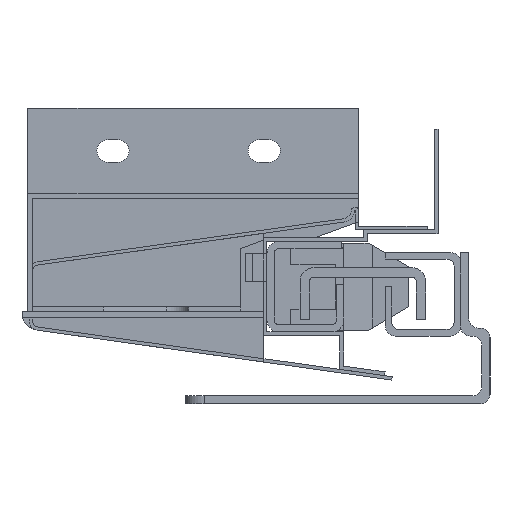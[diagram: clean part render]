
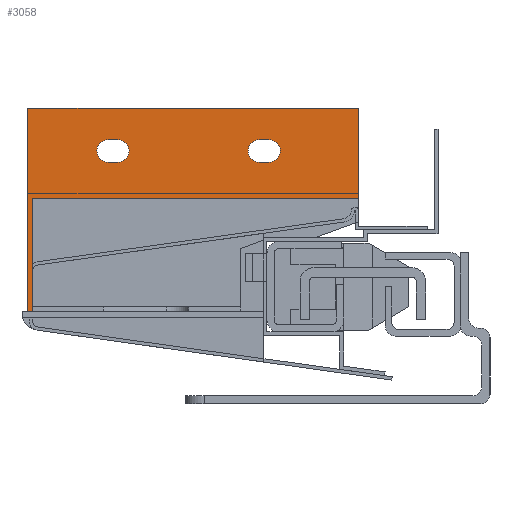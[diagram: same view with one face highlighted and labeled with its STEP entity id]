
A CAD part, left-side view. The second image highlights one B-rep face of the part: STEP entity #3058.
In plain terms, the highlighted face is planar.
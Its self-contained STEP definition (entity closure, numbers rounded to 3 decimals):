
#225 = LINE ( 'NONE', #5866, #5410 ) ;
#319 = VECTOR ( 'NONE', #6136, 1000. ) ;
#333 = ORIENTED_EDGE ( 'NONE', *, *, #3081, .T. ) ;
#355 = CARTESIAN_POINT ( 'NONE',  ( 0., 0., 0. ) ) ;
#360 = EDGE_CURVE ( 'NONE', #5732, #2786, #7289, .T. ) ;
#608 = LINE ( 'NONE', #3632, #4134 ) ;
#643 = LINE ( 'NONE', #3049, #8825 ) ;
#698 = CIRCLE ( 'NONE', #8857, 2.4 ) ;
#700 = CARTESIAN_POINT ( 'NONE',  ( 6.6, -17., 0. ) ) ;
#724 = CARTESIAN_POINT ( 'NONE',  ( 0., 0., 0. ) ) ;
#878 = AXIS2_PLACEMENT_3D ( 'NONE', #724, #4488, #6062 ) ;
#945 = VERTEX_POINT ( 'NONE', #7545 ) ;
#1142 = CARTESIAN_POINT ( 'NONE',  ( 19., -1., 0. ) ) ;
#1222 = DIRECTION ( 'NONE',  ( 0., -1., 0. ) ) ;
#1255 = VECTOR ( 'NONE', #5886, 1000. ) ;
#1307 = EDGE_CURVE ( 'NONE', #9862, #7281, #225, .T. ) ;
#1325 = CARTESIAN_POINT ( 'NONE',  ( 11.4, -51., 0. ) ) ;
#1387 = DIRECTION ( 'NONE',  ( 0., 0., 1. ) ) ;
#1643 = DIRECTION ( 'NONE',  ( 1., 0., 0. ) ) ;
#1647 = ORIENTED_EDGE ( 'NONE', *, *, #2670, .T. ) ;
#1650 = ORIENTED_EDGE ( 'NONE', *, *, #5165, .T. ) ;
#1743 = CARTESIAN_POINT ( 'NONE',  ( 0., 0., 0. ) ) ;
#1978 = VERTEX_POINT ( 'NONE', #9050 ) ;
#1990 = CARTESIAN_POINT ( 'NONE',  ( 9., -19., 0. ) ) ;
#2098 = FACE_BOUND ( 'NONE', #4579, .T. ) ;
#2151 = CARTESIAN_POINT ( 'NONE',  ( 0., -70., 0. ) ) ;
#2153 = VECTOR ( 'NONE', #8429, 1000. ) ;
#2164 = AXIS2_PLACEMENT_3D ( 'NONE', #4138, #10177, #1643 ) ;
#2211 = EDGE_CURVE ( 'NONE', #9901, #9862, #643, .T. ) ;
#2223 = VERTEX_POINT ( 'NONE', #700 ) ;
#2294 = EDGE_CURVE ( 'NONE', #3290, #5732, #2471, .T. ) ;
#2439 = ORIENTED_EDGE ( 'NONE', *, *, #7678, .F. ) ;
#2471 = LINE ( 'NONE', #1743, #3843 ) ;
#2530 = DIRECTION ( 'NONE',  ( 0., -1., 0. ) ) ;
#2549 = ORIENTED_EDGE ( 'NONE', *, *, #9294, .T. ) ;
#2616 = CARTESIAN_POINT ( 'NONE',  ( 0., -70., 0. ) ) ;
#2670 = EDGE_CURVE ( 'NONE', #2223, #1978, #6124, .T. ) ;
#2786 = VERTEX_POINT ( 'NONE', #6328 ) ;
#2935 = VERTEX_POINT ( 'NONE', #9819 ) ;
#2952 = CARTESIAN_POINT ( 'NONE',  ( 6.6, -49., 0. ) ) ;
#3011 = LINE ( 'NONE', #6925, #319 ) ;
#3049 = CARTESIAN_POINT ( 'NONE',  ( 42., -1., 0. ) ) ;
#3058 = ADVANCED_FACE ( 'NONE', ( #6251, #2098, #3668 ), #3569, .F. ) ;
#3081 = EDGE_CURVE ( 'NONE', #1978, #7100, #698, .T. ) ;
#3290 = VERTEX_POINT ( 'NONE', #355 ) ;
#3365 = LINE ( 'NONE', #6548, #6156 ) ;
#3411 = DIRECTION ( 'NONE',  ( 0., 1., 0. ) ) ;
#3569 = PLANE ( 'NONE',  #878 ) ;
#3632 = CARTESIAN_POINT ( 'NONE',  ( 19., -1., 0. ) ) ;
#3668 = FACE_OUTER_BOUND ( 'NONE', #5590, .T. ) ;
#3694 = CARTESIAN_POINT ( 'NONE',  ( 0., 0., 0. ) ) ;
#3843 = VECTOR ( 'NONE', #2530, 1000. ) ;
#4086 = VERTEX_POINT ( 'NONE', #9665 ) ;
#4109 = ORIENTED_EDGE ( 'NONE', *, *, #2294, .F. ) ;
#4134 = VECTOR ( 'NONE', #8621, 1000. ) ;
#4138 = CARTESIAN_POINT ( 'NONE',  ( 9., -49., 0. ) ) ;
#4385 = DIRECTION ( 'NONE',  ( 0., 0., 1. ) ) ;
#4488 = DIRECTION ( 'NONE',  ( 0., 0., 1. ) ) ;
#4500 = DIRECTION ( 'NONE',  ( 0., 0., 1. ) ) ;
#4507 = LINE ( 'NONE', #2952, #5208 ) ;
#4579 = EDGE_LOOP ( 'NONE', ( #8073, #4949, #1650, #2549 ) ) ;
#4595 = ORIENTED_EDGE ( 'NONE', *, *, #360, .F. ) ;
#4609 = LINE ( 'NONE', #3694, #2153 ) ;
#4821 = ORIENTED_EDGE ( 'NONE', *, *, #8986, .F. ) ;
#4949 = ORIENTED_EDGE ( 'NONE', *, *, #10159, .T. ) ;
#5165 = EDGE_CURVE ( 'NONE', #2935, #6515, #4507, .T. ) ;
#5208 = VECTOR ( 'NONE', #8464, 1000. ) ;
#5410 = VECTOR ( 'NONE', #3411, 1000. ) ;
#5590 = EDGE_LOOP ( 'NONE', ( #8042, #6449, #2439, #4595, #4109, #4821 ) ) ;
#5732 = VERTEX_POINT ( 'NONE', #2151 ) ;
#5866 = CARTESIAN_POINT ( 'NONE',  ( 43., 0., 0. ) ) ;
#5886 = DIRECTION ( 'NONE',  ( 1., 0., 0. ) ) ;
#6044 = CARTESIAN_POINT ( 'NONE',  ( 11.4, -19., 0. ) ) ;
#6062 = DIRECTION ( 'NONE',  ( 1., 0., 0. ) ) ;
#6124 = LINE ( 'NONE', #9992, #9993 ) ;
#6136 = DIRECTION ( 'NONE',  ( 0., 1., 0. ) ) ;
#6156 = VECTOR ( 'NONE', #8993, 1000. ) ;
#6178 = DIRECTION ( 'NONE',  ( 1., 0., 0. ) ) ;
#6242 = CARTESIAN_POINT ( 'NONE',  ( 6.6, -51., 0. ) ) ;
#6251 = FACE_BOUND ( 'NONE', #8542, .T. ) ;
#6328 = CARTESIAN_POINT ( 'NONE',  ( 19., -70., 0. ) ) ;
#6449 = ORIENTED_EDGE ( 'NONE', *, *, #2211, .F. ) ;
#6515 = VERTEX_POINT ( 'NONE', #6242 ) ;
#6548 = CARTESIAN_POINT ( 'NONE',  ( 11.4, -17., 0. ) ) ;
#6747 = ORIENTED_EDGE ( 'NONE', *, *, #8103, .T. ) ;
#6816 = AXIS2_PLACEMENT_3D ( 'NONE', #6953, #4500, #8568 ) ;
#6925 = CARTESIAN_POINT ( 'NONE',  ( 11.4, -49., 0. ) ) ;
#6953 = CARTESIAN_POINT ( 'NONE',  ( 9., -17., 0. ) ) ;
#6977 = CARTESIAN_POINT ( 'NONE',  ( 43., 0., 0. ) ) ;
#7100 = VERTEX_POINT ( 'NONE', #6044 ) ;
#7281 = VERTEX_POINT ( 'NONE', #6977 ) ;
#7289 = LINE ( 'NONE', #2616, #1255 ) ;
#7545 = CARTESIAN_POINT ( 'NONE',  ( 11.4, -49., 0. ) ) ;
#7678 = EDGE_CURVE ( 'NONE', #2786, #9901, #608, .T. ) ;
#7814 = CIRCLE ( 'NONE', #2164, 2.4 ) ;
#7955 = EDGE_CURVE ( 'NONE', #7100, #4086, #3365, .T. ) ;
#8042 = ORIENTED_EDGE ( 'NONE', *, *, #1307, .F. ) ;
#8073 = ORIENTED_EDGE ( 'NONE', *, *, #9009, .T. ) ;
#8103 = EDGE_CURVE ( 'NONE', #4086, #2223, #8976, .T. ) ;
#8131 = CARTESIAN_POINT ( 'NONE',  ( 43., -1., 0. ) ) ;
#8322 = CIRCLE ( 'NONE', #8649, 2.4 ) ;
#8429 = DIRECTION ( 'NONE',  ( -1., 0., 0. ) ) ;
#8464 = DIRECTION ( 'NONE',  ( 0., -1., 0. ) ) ;
#8520 = CARTESIAN_POINT ( 'NONE',  ( 9., -51., 0. ) ) ;
#8523 = DIRECTION ( 'NONE',  ( 1., 0., 0. ) ) ;
#8542 = EDGE_LOOP ( 'NONE', ( #8928, #6747, #1647, #333 ) ) ;
#8568 = DIRECTION ( 'NONE',  ( 1., 0., 0. ) ) ;
#8621 = DIRECTION ( 'NONE',  ( 0., 1., 0. ) ) ;
#8649 = AXIS2_PLACEMENT_3D ( 'NONE', #8520, #1387, #6178 ) ;
#8825 = VECTOR ( 'NONE', #8523, 1000. ) ;
#8857 = AXIS2_PLACEMENT_3D ( 'NONE', #1990, #4385, #10032 ) ;
#8928 = ORIENTED_EDGE ( 'NONE', *, *, #7955, .T. ) ;
#8976 = CIRCLE ( 'NONE', #6816, 2.4 ) ;
#8986 = EDGE_CURVE ( 'NONE', #7281, #3290, #4609, .T. ) ;
#8993 = DIRECTION ( 'NONE',  ( 0., 1., 0. ) ) ;
#9009 = EDGE_CURVE ( 'NONE', #9312, #945, #3011, .T. ) ;
#9050 = CARTESIAN_POINT ( 'NONE',  ( 6.6, -19., 0. ) ) ;
#9294 = EDGE_CURVE ( 'NONE', #6515, #9312, #8322, .T. ) ;
#9312 = VERTEX_POINT ( 'NONE', #1325 ) ;
#9665 = CARTESIAN_POINT ( 'NONE',  ( 11.4, -17., 0. ) ) ;
#9819 = CARTESIAN_POINT ( 'NONE',  ( 6.6, -49., 0. ) ) ;
#9862 = VERTEX_POINT ( 'NONE', #8131 ) ;
#9901 = VERTEX_POINT ( 'NONE', #1142 ) ;
#9992 = CARTESIAN_POINT ( 'NONE',  ( 6.6, -17., 0. ) ) ;
#9993 = VECTOR ( 'NONE', #1222, 1000. ) ;
#10032 = DIRECTION ( 'NONE',  ( 1., 0., 0. ) ) ;
#10159 = EDGE_CURVE ( 'NONE', #945, #2935, #7814, .T. ) ;
#10177 = DIRECTION ( 'NONE',  ( 0., 0., 1. ) ) ;
